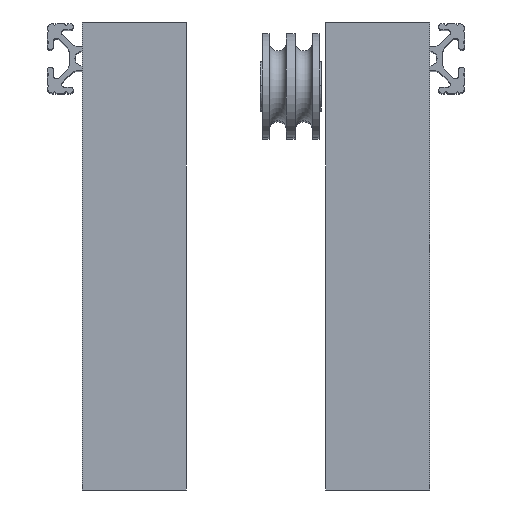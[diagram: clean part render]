
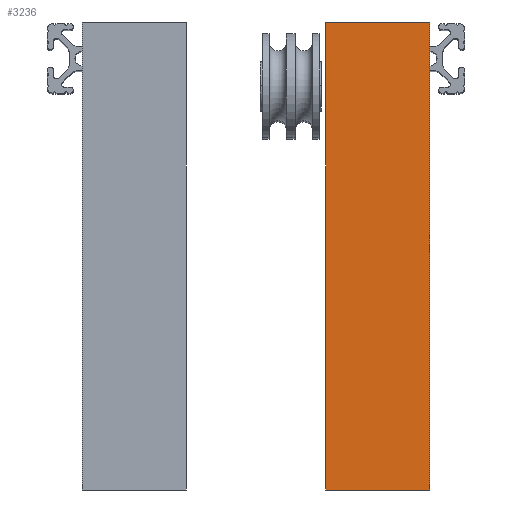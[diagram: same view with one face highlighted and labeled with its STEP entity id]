
A CAD part, top view. The second image highlights one B-rep face of the part: STEP entity #3236.
In plain terms, the highlighted planar face has unit normal (0, 0, 1).
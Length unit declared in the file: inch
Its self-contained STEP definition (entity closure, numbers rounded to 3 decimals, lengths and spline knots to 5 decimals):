
#291=FACE_OUTER_BOUND('',#474,.T.);
#474=EDGE_LOOP('',(#2845,#2846,#2847,#2848));
#732=LINE('',#5456,#1014);
#750=LINE('',#5513,#1032);
#751=LINE('',#5515,#1033);
#752=LINE('',#5516,#1034);
#1014=VECTOR('',#4456,0.3937);
#1032=VECTOR('',#4516,0.3937);
#1033=VECTOR('',#4519,0.3937);
#1034=VECTOR('',#4520,0.3937);
#1519=VERTEX_POINT('',#5453);
#1520=VERTEX_POINT('',#5455);
#1537=VERTEX_POINT('',#5509);
#1538=VERTEX_POINT('',#5511);
#1956=EDGE_CURVE('',#1519,#1520,#732,.T.);
#1984=EDGE_CURVE('',#1537,#1538,#750,.T.);
#1985=EDGE_CURVE('',#1519,#1537,#751,.T.);
#1986=EDGE_CURVE('',#1520,#1538,#752,.T.);
#2845=ORIENTED_EDGE('',*,*,#1985,.T.);
#2846=ORIENTED_EDGE('',*,*,#1984,.T.);
#2847=ORIENTED_EDGE('',*,*,#1986,.F.);
#2848=ORIENTED_EDGE('',*,*,#1956,.F.);
#3076=PLANE('',#3602);
#3236=ADVANCED_FACE('',(#291),#3076,.T.);
#3602=AXIS2_PLACEMENT_3D('',#5514,#4517,#4518);
#4456=DIRECTION('',(1.,0.,0.));
#4516=DIRECTION('',(1.,0.,0.));
#4517=DIRECTION('center_axis',(0.,0.,1.));
#4518=DIRECTION('ref_axis',(0.,-1.,0.));
#4519=DIRECTION('',(0.,-1.,0.));
#4520=DIRECTION('',(0.,-1.,0.));
#5453=CARTESIAN_POINT('',(1.,26.,22.));
#5455=CARTESIAN_POINT('',(2.5,26.,22.));
#5456=CARTESIAN_POINT('',(1.,26.,22.));
#5509=CARTESIAN_POINT('',(1.,19.27246,22.));
#5511=CARTESIAN_POINT('',(2.5,19.27246,22.));
#5513=CARTESIAN_POINT('',(1.,19.27246,22.));
#5514=CARTESIAN_POINT('Origin',(1.,26.,22.));
#5515=CARTESIAN_POINT('',(1.,26.,22.));
#5516=CARTESIAN_POINT('',(2.5,26.,22.));
